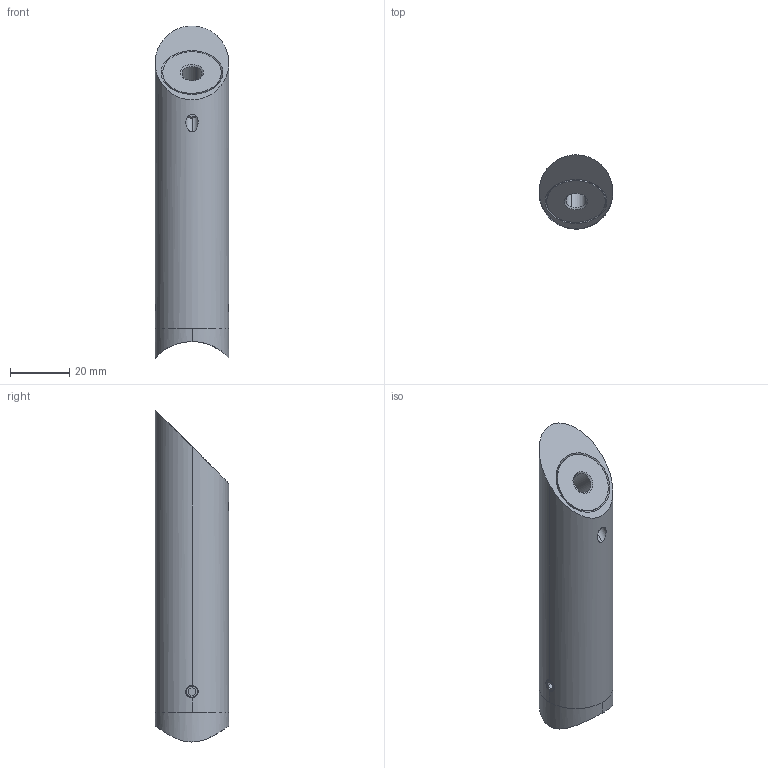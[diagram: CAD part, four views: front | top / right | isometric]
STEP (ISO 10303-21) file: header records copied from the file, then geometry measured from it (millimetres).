
FILE_DESCRIPTION (( 'STEP AP203' ), '1' );
FILE_NAME ('51181-240-33.STEP', '2018-05-16T11:20:15', ( '' ), ( '' ), 'SwSTEP 2.0', 'SolidWorks 2015', '' );
FILE_SCHEMA (( 'CONFIG_CONTROL_DESIGN' ));
Length unit declared in the file: millimetre
Products named in the file (6): 51181-240-XX Teil2_51181-240-XX Teil2; 51181-240-XX Teil3_51181-240-33 Teil3; DIN914_DIN 914 M5x6; 51181-240-XX Teil1_51181-240-33 Teil1; DIN914_DIN 914 M5x5; 51181-240-33
Assembly tree (6 placements, depth 2):
  51181-240-33
    51181-240-XX Teil3_51181-240-33 Teil3
    51181-240-XX Teil1_51181-240-33 Teil1
    51181-240-XX Teil2_51181-240-XX Teil2
    DIN914_DIN 914 M5x6
    DIN914_DIN 914 M5x5  x2
Bounding box: 25 x 25 x 112.54 mm (x, y, z)
Volume: 43204.3 mm3; surface area: 14456.6 mm2
Topology: 6 solids, 6 shells, 361 faces, 914 edges, 594 vertices
Faces by surface type: plane 176, bspline 116, cylinder 37, cone 32
Entity records: 17624 total; most frequent: CARTESIAN_POINT 9367, ORIENTED_EDGE 1764, DIRECTION 1178, EDGE_CURVE 882, VERTEX_POINT 574, LINE 556, VECTOR 556, EDGE_LOOP 384
